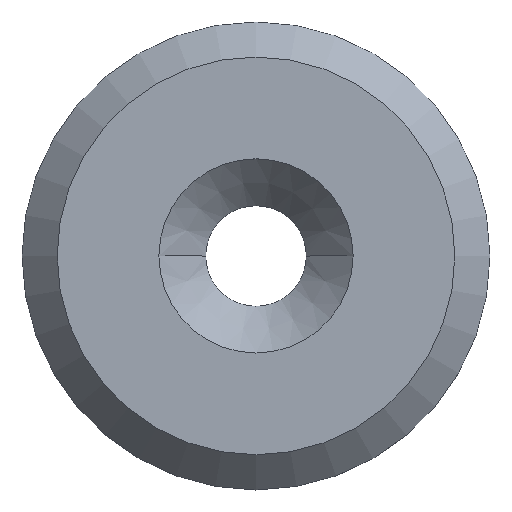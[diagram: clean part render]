
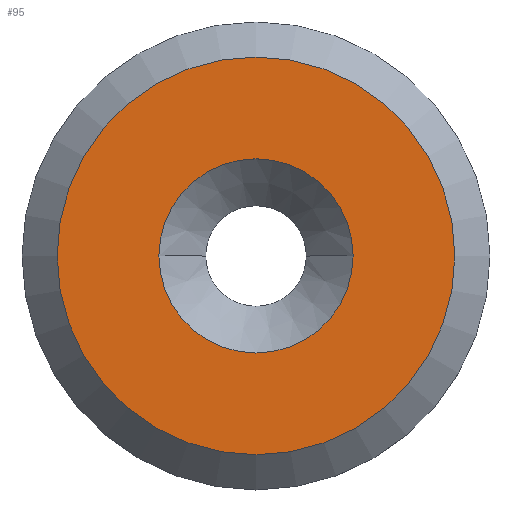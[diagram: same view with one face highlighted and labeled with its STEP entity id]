
A CAD part, top view. The second image highlights one B-rep face of the part: STEP entity #95.
In plain terms, the highlighted planar face has unit normal (0, 0, 1).
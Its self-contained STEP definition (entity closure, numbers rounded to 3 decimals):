
#85=EDGE_CURVE('',#165,#105,#204,.T.);
#95=ADVANCED_FACE('',(#216,#217),#218,.T.);
#101=EDGE_CURVE('',#107,#155,#225,.T.);
#105=VERTEX_POINT('',#229);
#107=VERTEX_POINT('',#231);
#155=VERTEX_POINT('',#286);
#165=VERTEX_POINT('',#296);
#167=EDGE_CURVE('',#155,#107,#298,.T.);
#173=EDGE_CURVE('',#105,#165,#305,.T.);
#204=CIRCLE('',#329,4.15);
#216=FACE_BOUND('',#344,.T.);
#217=FACE_OUTER_BOUND('',#345,.T.);
#218=PLANE('',#346);
#225=CIRCLE('',#355,8.5);
#229=CARTESIAN_POINT('',(4.15,0.,3.));
#231=CARTESIAN_POINT('',(8.5,0.,3.));
#286=CARTESIAN_POINT('',(-8.5,0.,3.));
#296=CARTESIAN_POINT('',(-4.15,0.,3.));
#298=CIRCLE('',#451,8.5);
#305=CIRCLE('',#458,4.15);
#329=AXIS2_PLACEMENT_3D('',#478,#479,#480);
#344=EDGE_LOOP('',(#502,#503));
#345=EDGE_LOOP('',(#504,#505));
#346=AXIS2_PLACEMENT_3D('',#506,#507,#508);
#355=AXIS2_PLACEMENT_3D('',#520,#521,#522);
#451=AXIS2_PLACEMENT_3D('',#597,#598,#599);
#458=AXIS2_PLACEMENT_3D('',#609,#610,#611);
#478=CARTESIAN_POINT('',(0.,0.,3.));
#479=DIRECTION('',(0.,0.,1.0));
#480=DIRECTION('',(-1.0,0.,0.));
#502=ORIENTED_EDGE('',*,*,#85,.F.);
#503=ORIENTED_EDGE('',*,*,#173,.F.);
#504=ORIENTED_EDGE('',*,*,#167,.T.);
#505=ORIENTED_EDGE('',*,*,#101,.T.);
#506=CARTESIAN_POINT('',(-6.325,0.,3.));
#507=DIRECTION('',(0.,0.,1.0));
#508=DIRECTION('',(-1.0,0.,0.0));
#520=CARTESIAN_POINT('',(0.,0.,3.));
#521=DIRECTION('',(0.,0.,1.0));
#522=DIRECTION('',(-1.0,0.,0.));
#597=CARTESIAN_POINT('',(0.,0.,3.));
#598=DIRECTION('',(0.,0.,1.0));
#599=DIRECTION('',(-1.0,0.,0.));
#609=CARTESIAN_POINT('',(0.,0.,3.));
#610=DIRECTION('',(0.,0.,1.0));
#611=DIRECTION('',(-1.0,0.,0.));
